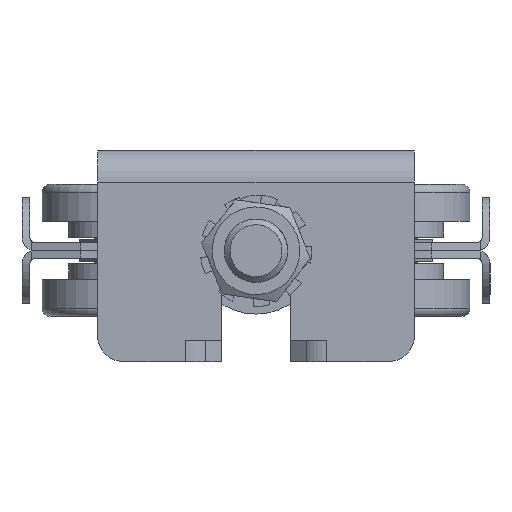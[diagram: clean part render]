
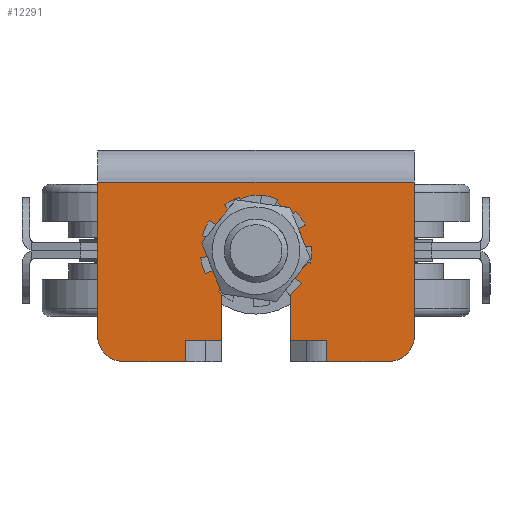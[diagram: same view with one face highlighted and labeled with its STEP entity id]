
A CAD part, front view. The second image highlights one B-rep face of the part: STEP entity #12291.
In plain terms, the highlighted planar face has unit normal (0, -1, 0).
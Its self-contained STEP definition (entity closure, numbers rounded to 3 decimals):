
#801=LINE('',#19067,#2060);
#814=LINE('',#19123,#2073);
#820=LINE('',#19145,#2079);
#821=LINE('',#19148,#2080);
#827=LINE('',#19162,#2086);
#828=LINE('',#19164,#2087);
#829=LINE('',#19168,#2088);
#830=LINE('',#19170,#2089);
#831=LINE('',#19172,#2090);
#832=LINE('',#19174,#2091);
#833=LINE('',#19176,#2092);
#2060=VECTOR('',#15088,10.);
#2073=VECTOR('',#15137,10.);
#2079=VECTOR('',#15155,10.);
#2080=VECTOR('',#15158,10.);
#2086=VECTOR('',#15168,10.);
#2087=VECTOR('',#15169,10.);
#2088=VECTOR('',#15172,10.);
#2089=VECTOR('',#15173,10.);
#2090=VECTOR('',#15174,10.);
#2091=VECTOR('',#15175,10.);
#2092=VECTOR('',#15178,10.);
#3140=PLANE('',#13416);
#3764=FACE_OUTER_BOUND('',#4509,.T.);
#4509=EDGE_LOOP('',(#9396,#9397,#9398,#9399,#9400,#9401,#9402,#9403,#9404,
#9405,#9406,#9407,#9408,#9409));
#5268=CIRCLE('',#13417,6.5);
#5269=CIRCLE('',#13418,5.);
#5270=CIRCLE('',#13419,5.);
#5890=VERTEX_POINT('',#19064);
#5891=VERTEX_POINT('',#19066);
#5915=VERTEX_POINT('',#19120);
#5916=VERTEX_POINT('',#19122);
#5923=VERTEX_POINT('',#19138);
#5926=VERTEX_POINT('',#19143);
#5927=VERTEX_POINT('',#19147);
#5933=VERTEX_POINT('',#19161);
#5934=VERTEX_POINT('',#19163);
#5935=VERTEX_POINT('',#19165);
#5936=VERTEX_POINT('',#19167);
#5937=VERTEX_POINT('',#19169);
#5938=VERTEX_POINT('',#19171);
#5939=VERTEX_POINT('',#19173);
#7197=EDGE_CURVE('',#5891,#5890,#801,.T.);
#7225=EDGE_CURVE('',#5916,#5915,#814,.T.);
#7236=EDGE_CURVE('',#5926,#5923,#820,.T.);
#7237=EDGE_CURVE('',#5923,#5927,#821,.T.);
#7244=EDGE_CURVE('',#5933,#5926,#827,.T.);
#7245=EDGE_CURVE('',#5933,#5934,#828,.T.);
#7246=EDGE_CURVE('',#5934,#5935,#5268,.T.);
#7247=EDGE_CURVE('',#5935,#5936,#829,.T.);
#7248=EDGE_CURVE('',#5937,#5936,#830,.T.);
#7249=EDGE_CURVE('',#5938,#5937,#831,.T.);
#7250=EDGE_CURVE('',#5939,#5938,#832,.T.);
#7251=EDGE_CURVE('',#5916,#5939,#5269,.T.);
#7252=EDGE_CURVE('',#5915,#5891,#833,.T.);
#7253=EDGE_CURVE('',#5927,#5890,#5270,.T.);
#9396=ORIENTED_EDGE('',*,*,#7236,.F.);
#9397=ORIENTED_EDGE('',*,*,#7244,.F.);
#9398=ORIENTED_EDGE('',*,*,#7245,.T.);
#9399=ORIENTED_EDGE('',*,*,#7246,.T.);
#9400=ORIENTED_EDGE('',*,*,#7247,.T.);
#9401=ORIENTED_EDGE('',*,*,#7248,.F.);
#9402=ORIENTED_EDGE('',*,*,#7249,.F.);
#9403=ORIENTED_EDGE('',*,*,#7250,.F.);
#9404=ORIENTED_EDGE('',*,*,#7251,.F.);
#9405=ORIENTED_EDGE('',*,*,#7225,.T.);
#9406=ORIENTED_EDGE('',*,*,#7252,.T.);
#9407=ORIENTED_EDGE('',*,*,#7197,.T.);
#9408=ORIENTED_EDGE('',*,*,#7253,.F.);
#9409=ORIENTED_EDGE('',*,*,#7237,.F.);
#12291=ADVANCED_FACE('',(#3764),#3140,.T.);
#13416=AXIS2_PLACEMENT_3D('',#19160,#15166,#15167);
#13417=AXIS2_PLACEMENT_3D('',#19166,#15170,#15171);
#13418=AXIS2_PLACEMENT_3D('',#19175,#15176,#15177);
#13419=AXIS2_PLACEMENT_3D('',#19177,#15179,#15180);
#15088=DIRECTION('',(-1.,0.,0.));
#15137=DIRECTION('',(1.,0.,0.));
#15155=DIRECTION('',(-1.,0.,0.));
#15158=DIRECTION('',(0.,0.,1.));
#15166=DIRECTION('center_axis',(0.,-1.,0.));
#15167=DIRECTION('ref_axis',(0.,0.,-1.));
#15168=DIRECTION('',(0.,0.,1.));
#15169=DIRECTION('',(1.,0.,0.));
#15170=DIRECTION('center_axis',(0.,1.,0.));
#15171=DIRECTION('ref_axis',(0.,0.,
-1.));
#15172=DIRECTION('',(-1.,0.,0.));
#15173=DIRECTION('',(0.,0.,1.));
#15174=DIRECTION('',(1.,0.,0.));
#15175=DIRECTION('',(0.,0.,1.));
#15176=DIRECTION('center_axis',(0.,1.,0.));
#15177=DIRECTION('ref_axis',(-0.707,0.,-0.707));
#15178=DIRECTION('',(0.,0.,1.));
#15179=DIRECTION('center_axis',(0.,1.,0.));
#15180=DIRECTION('ref_axis',(-0.707,0.,0.707));
#19064=CARTESIAN_POINT('',(-28.,-6.,60.));
#19066=CARTESIAN_POINT('',(1.,-6.,60.));
#19067=CARTESIAN_POINT('',(-33.,-6.,60.));
#19120=CARTESIAN_POINT('',(1.,-6.,0.));
#19122=CARTESIAN_POINT('',(-28.,-6.,0.));
#19123=CARTESIAN_POINT('',(-33.,-6.,0.));
#19138=CARTESIAN_POINT('',(-33.,-6.,43.426));
#19143=CARTESIAN_POINT('',(-29.,-6.,43.426));
#19145=CARTESIAN_POINT('',(-16.,-6.,43.426));
#19147=CARTESIAN_POINT('',(-33.,-6.,55.));
#19148=CARTESIAN_POINT('',(-33.,-6.,0.));
#19160=CARTESIAN_POINT('Origin',(1.,-6.,0.));
#19161=CARTESIAN_POINT('',(-29.,-6.,36.5));
#19162=CARTESIAN_POINT('',(-29.,-6.,19.112));
#19163=CARTESIAN_POINT('',(-8.,-6.,36.5));
#19164=CARTESIAN_POINT('',(-3.5,-6.,36.5));
#19165=CARTESIAN_POINT('',(-8.,-6.,23.5));
#19166=CARTESIAN_POINT('Origin',(-8.,-6.,30.));
#19167=CARTESIAN_POINT('',(-29.,-6.,23.5));
#19168=CARTESIAN_POINT('',(-16.,-6.,23.5));
#19169=CARTESIAN_POINT('',(-29.,-6.,16.574));
#19170=CARTESIAN_POINT('',(-29.,-6.,10.888));
#19171=CARTESIAN_POINT('',(-33.,-6.,16.574));
#19172=CARTESIAN_POINT('',(-16.,-6.,16.574));
#19173=CARTESIAN_POINT('',(-33.,-6.,5.));
#19174=CARTESIAN_POINT('',(-33.,-6.,0.));
#19175=CARTESIAN_POINT('Origin',(-28.,-6.,5.));
#19176=CARTESIAN_POINT('',(1.,-6.,0.));
#19177=CARTESIAN_POINT('Origin',(-28.,-6.,55.));
